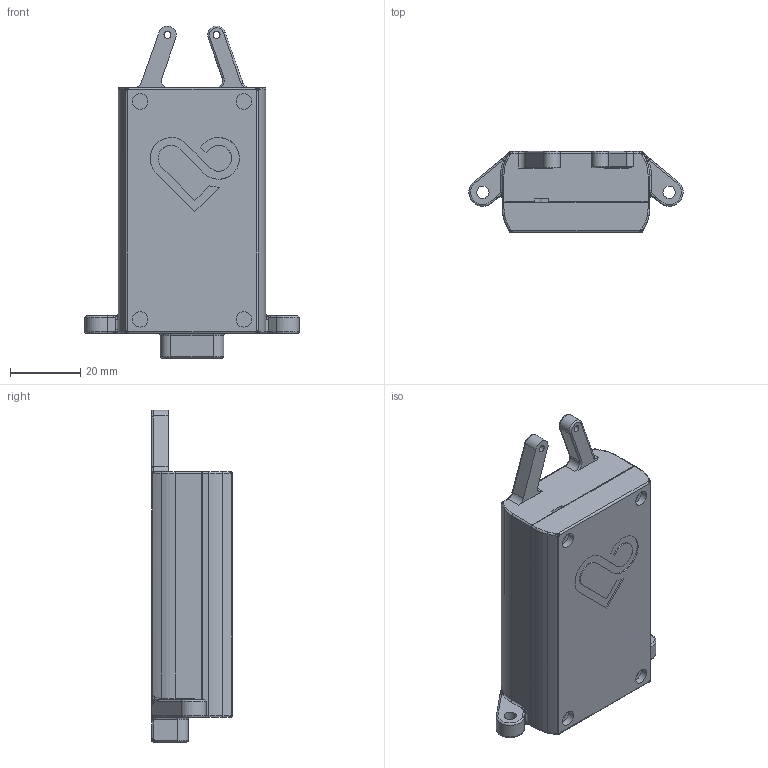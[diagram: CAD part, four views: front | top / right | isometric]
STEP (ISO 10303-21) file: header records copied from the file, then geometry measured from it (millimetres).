
FILE_DESCRIPTION(/* description */ (''),/* implementation_level */ '2;1');
FILE_NAME(/* name */ 'enclosure.step',/* time_stamp */ '2026-01-27T11:07:14+01:00',/* author */ (''),/* organization */ (''),/* preprocessor_version */ 'ST-DEVELOPER v20.1',/* originating_system */ 'Autodesk Translation Framework v14.24.0.0',/* authorisation */ '');
FILE_SCHEMA (('AUTOMOTIVE_DESIGN { 1 0 10303 214 3 1 1 }'));
Length unit declared in the file: millimetre
Products named in the file (3): enclosure; top; bottom
Assembly tree (2 placements, depth 2):
  enclosure
    top
    bottom
Bounding box: 61 x 23 x 94.51 mm (x, y, z)
Volume: 26483.7 mm3; surface area: 23250.9 mm2
Topology: 2 solids, 2 shells, 401 faces, 1038 edges, 657 vertices
Faces by surface type: bspline 137, plane 122, cylinder 108, torus 33, sphere 1
Full cylindrical faces by diameter (mm): 2 x10, 2.5 x4, 2.8 x1, 3.5 x2, 4.4 x4
Entity records: 18585 total; most frequent: CARTESIAN_POINT 9344, ORIENTED_EDGE 2076, DIRECTION 1729, EDGE_CURVE 1038, VERTEX_POINT 657, AXIS2_PLACEMENT_3D 647, LINE 435, VECTOR 435
